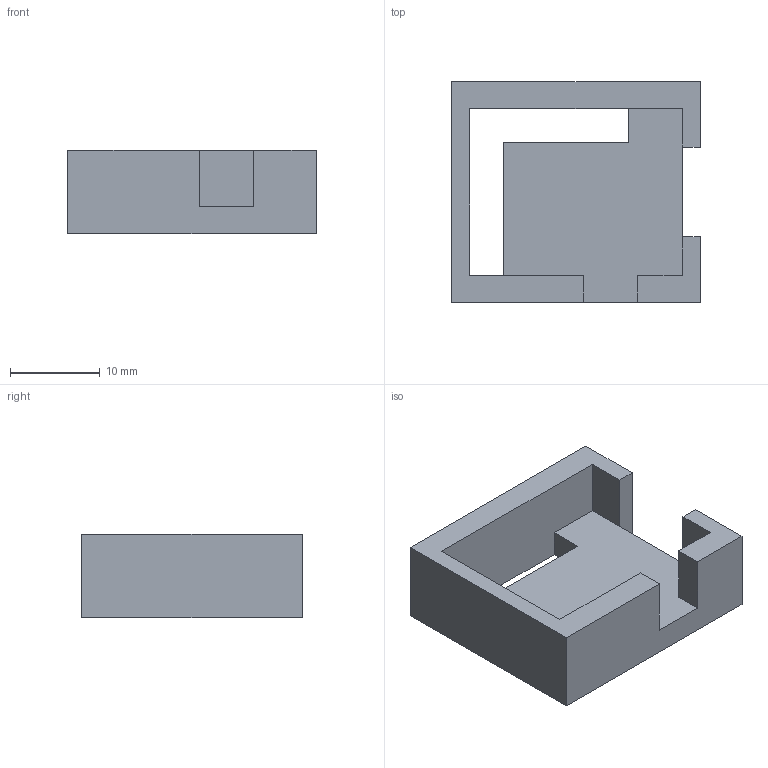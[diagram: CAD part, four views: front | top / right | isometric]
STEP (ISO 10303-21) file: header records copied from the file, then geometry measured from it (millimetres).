
FILE_DESCRIPTION(/* description */ (''),/* implementation_level */ '2;1');
FILE_NAME(/* name */ 'case.step',/* time_stamp */ '2019-06-10T13:13:14-06:00',/* author */ (''),/* organization */ (''),/* preprocessor_version */ 'ST-DEVELOPER v18',/* originating_system */ 'Autodesk Translation Framework v8.2.0.1029',/* authorisation */ '');
FILE_SCHEMA (('AUTOMOTIVE_DESIGN { 1 0 10303 214 3 1 1 }'));
Length unit declared in the file: millimetre
Products named in the file (2): Digispark servo extender case; case
Assembly tree (1 placements, depth 2):
  Digispark servo extender case
    case
Bounding box: 27.7 x 24.6 x 9.3 mm (x, y, z)
Volume: 2894.5 mm3; surface area: 2675.7 mm2
Topology: 1 solids, 1 shells, 23 faces, 64 edges, 42 vertices
Faces by surface type: plane 23
Entity records: 779 total; most frequent: CARTESIAN_POINT 132, ORIENTED_EDGE 128, DIRECTION 116, LINE 64, VECTOR 64, EDGE_CURVE 64, VERTEX_POINT 42, AXIS2_PLACEMENT_3D 26
